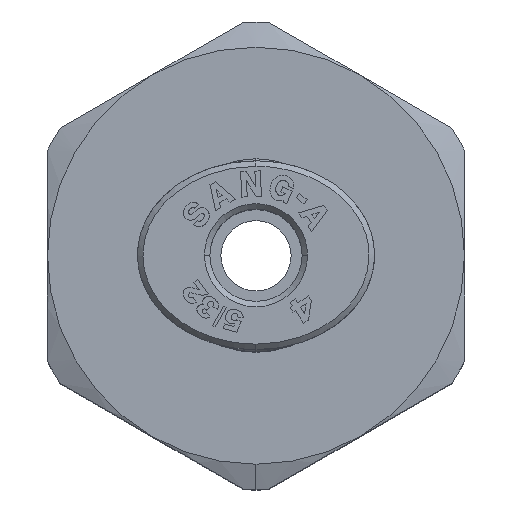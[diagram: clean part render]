
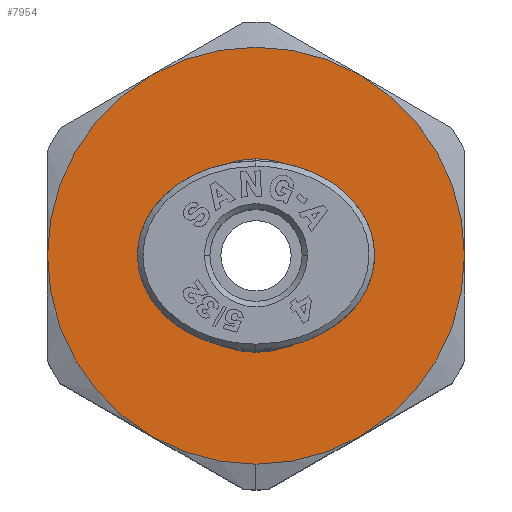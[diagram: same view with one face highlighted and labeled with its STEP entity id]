
A CAD part, top view. The second image highlights one B-rep face of the part: STEP entity #7954.
In plain terms, the highlighted planar face has unit normal (0, 0, 1).
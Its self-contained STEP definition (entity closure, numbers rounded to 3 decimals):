
#123 = DIRECTION ( 'NONE',  ( 0., 0., 1. ) ) ;
#215 = VERTEX_POINT ( 'NONE', #9441 ) ;
#538 = EDGE_CURVE ( 'NONE', #6504, #5081, #3429, .T. ) ;
#563 = DIRECTION ( 'NONE',  ( -1., 0., 0. ) ) ;
#644 = AXIS2_PLACEMENT_3D ( 'NONE', #1162, #123, #3573 ) ;
#665 = CIRCLE ( 'NONE', #7707, 9.5 ) ;
#678 = CARTESIAN_POINT ( 'NONE',  ( -8.227, 4.75, 0.35 ) ) ;
#697 = DIRECTION ( 'NONE',  ( -1., 0., 0. ) ) ;
#1096 = VERTEX_POINT ( 'NONE', #7999 ) ;
#1162 = CARTESIAN_POINT ( 'NONE',  ( 0., 0., 0.35 ) ) ;
#1369 = CARTESIAN_POINT ( 'NONE',  ( 0., 0., 0.35 ) ) ;
#1372 = CARTESIAN_POINT ( 'NONE',  ( 8.227, 4.75, 0.35 ) ) ;
#1581 = AXIS2_PLACEMENT_3D ( 'NONE', #13873, #13821, #7077 ) ;
#1727 = CIRCLE ( 'NONE', #5470, 4.4 ) ;
#1797 = CARTESIAN_POINT ( 'NONE',  ( 0., 0., 0.35 ) ) ;
#2019 = CIRCLE ( 'NONE', #1581, 9.5 ) ;
#2077 = DIRECTION ( 'NONE',  ( -1., 0., 0. ) ) ;
#2084 = CIRCLE ( 'NONE', #8947, 4.4 ) ;
#2174 = CARTESIAN_POINT ( 'NONE',  ( 8.227, -4.75, 0.35 ) ) ;
#2313 = DIRECTION ( 'NONE',  ( 1., 0., 0. ) ) ;
#3429 = CIRCLE ( 'NONE', #9053, 9.5 ) ;
#3573 = DIRECTION ( 'NONE',  ( 1., 0., 0. ) ) ;
#3710 = CARTESIAN_POINT ( 'NONE',  ( 0., -9.5, 0.35 ) ) ;
#3731 = ORIENTED_EDGE ( 'NONE', *, *, #11396, .F. ) ;
#3901 = CIRCLE ( 'NONE', #5927, 9.5 ) ;
#4317 = EDGE_CURVE ( 'NONE', #10069, #215, #2084, .T. ) ;
#4409 = AXIS2_PLACEMENT_3D ( 'NONE', #5755, #12399, #2077 ) ;
#4444 = ORIENTED_EDGE ( 'NONE', *, *, #14702, .F. ) ;
#4649 = EDGE_CURVE ( 'NONE', #1096, #6504, #11016, .T. ) ;
#4668 = ORIENTED_EDGE ( 'NONE', *, *, #4649, .F. ) ;
#4919 = ORIENTED_EDGE ( 'NONE', *, *, #9077, .F. ) ;
#5081 = VERTEX_POINT ( 'NONE', #678 ) ;
#5174 = VERTEX_POINT ( 'NONE', #2174 ) ;
#5470 = AXIS2_PLACEMENT_3D ( 'NONE', #6008, #13892, #2313 ) ;
#5755 = CARTESIAN_POINT ( 'NONE',  ( 0., 0., 0.35 ) ) ;
#5927 = AXIS2_PLACEMENT_3D ( 'NONE', #1797, #6469, #8717 ) ;
#6008 = CARTESIAN_POINT ( 'NONE',  ( 0., 0., 0.35 ) ) ;
#6132 = EDGE_CURVE ( 'NONE', #5174, #14581, #2019, .T. ) ;
#6292 = ORIENTED_EDGE ( 'NONE', *, *, #538, .F. ) ;
#6329 = DIRECTION ( 'NONE',  ( 0., 0., -1. ) ) ;
#6469 = DIRECTION ( 'NONE',  ( 0., 0., -1. ) ) ;
#6504 = VERTEX_POINT ( 'NONE', #6943 ) ;
#6777 = CIRCLE ( 'NONE', #4409, 9.5 ) ;
#6790 = CARTESIAN_POINT ( 'NONE',  ( 0., 0., 0.35 ) ) ;
#6943 = CARTESIAN_POINT ( 'NONE',  ( -9.5, 0., 0.35 ) ) ;
#7077 = DIRECTION ( 'NONE',  ( -1., 0., 0. ) ) ;
#7421 = CARTESIAN_POINT ( 'NONE',  ( 0., 0., 0.35 ) ) ;
#7707 = AXIS2_PLACEMENT_3D ( 'NONE', #1369, #9420, #13922 ) ;
#7919 = DIRECTION ( 'NONE',  ( -1., 0., 0. ) ) ;
#7954 = ADVANCED_FACE ( 'NONE', ( #9129, #11429 ), #13570, .T. ) ;
#7999 = CARTESIAN_POINT ( 'NONE',  ( -8.227, -4.75, 0.35 ) ) ;
#8209 = EDGE_LOOP ( 'NONE', ( #14381, #11289 ) ) ;
#8260 = CARTESIAN_POINT ( 'NONE',  ( 0., 9.5, 0.35 ) ) ;
#8717 = DIRECTION ( 'NONE',  ( -1., 0., 0. ) ) ;
#8947 = AXIS2_PLACEMENT_3D ( 'NONE', #14486, #13653, #10313 ) ;
#9020 = CIRCLE ( 'NONE', #14302, 9.5 ) ;
#9053 = AXIS2_PLACEMENT_3D ( 'NONE', #6790, #14732, #7919 ) ;
#9077 = EDGE_CURVE ( 'NONE', #14581, #1096, #6777, .T. ) ;
#9129 = FACE_BOUND ( 'NONE', #8209, .T. ) ;
#9155 = EDGE_CURVE ( 'NONE', #215, #10069, #1727, .T. ) ;
#9420 = DIRECTION ( 'NONE',  ( 0., 0., -1. ) ) ;
#9441 = CARTESIAN_POINT ( 'NONE',  ( -4.4, 0., 0.35 ) ) ;
#9631 = VERTEX_POINT ( 'NONE', #8260 ) ;
#9826 = CARTESIAN_POINT ( 'NONE',  ( 0., 0., 0.35 ) ) ;
#10069 = VERTEX_POINT ( 'NONE', #12404 ) ;
#10295 = ORIENTED_EDGE ( 'NONE', *, *, #6132, .F. ) ;
#10313 = DIRECTION ( 'NONE',  ( 1., 0., 0. ) ) ;
#11016 = CIRCLE ( 'NONE', #11704, 9.5 ) ;
#11289 = ORIENTED_EDGE ( 'NONE', *, *, #9155, .T. ) ;
#11396 = EDGE_CURVE ( 'NONE', #5081, #9631, #9020, .T. ) ;
#11429 = FACE_OUTER_BOUND ( 'NONE', #14276, .T. ) ;
#11704 = AXIS2_PLACEMENT_3D ( 'NONE', #9826, #14413, #697 ) ;
#12399 = DIRECTION ( 'NONE',  ( 0., 0., -1. ) ) ;
#12404 = CARTESIAN_POINT ( 'NONE',  ( 4.4, 0., 0.35 ) ) ;
#13570 = PLANE ( 'NONE',  #644 ) ;
#13653 = DIRECTION ( 'NONE',  ( 0., 0., -1. ) ) ;
#13684 = VERTEX_POINT ( 'NONE', #1372 ) ;
#13821 = DIRECTION ( 'NONE',  ( 0., 0., -1. ) ) ;
#13873 = CARTESIAN_POINT ( 'NONE',  ( 0., 0., 0.35 ) ) ;
#13892 = DIRECTION ( 'NONE',  ( 0., 0., -1. ) ) ;
#13922 = DIRECTION ( 'NONE',  ( -1., 0., 0. ) ) ;
#14038 = ORIENTED_EDGE ( 'NONE', *, *, #14563, .F. ) ;
#14276 = EDGE_LOOP ( 'NONE', ( #4919, #10295, #4444, #14038, #3731, #6292, #4668 ) ) ;
#14302 = AXIS2_PLACEMENT_3D ( 'NONE', #7421, #6329, #563 ) ;
#14381 = ORIENTED_EDGE ( 'NONE', *, *, #4317, .T. ) ;
#14413 = DIRECTION ( 'NONE',  ( 0., 0., -1. ) ) ;
#14486 = CARTESIAN_POINT ( 'NONE',  ( 0., 0., 0.35 ) ) ;
#14563 = EDGE_CURVE ( 'NONE', #9631, #13684, #665, .T. ) ;
#14581 = VERTEX_POINT ( 'NONE', #3710 ) ;
#14702 = EDGE_CURVE ( 'NONE', #13684, #5174, #3901, .T. ) ;
#14732 = DIRECTION ( 'NONE',  ( 0., 0., -1. ) ) ;
